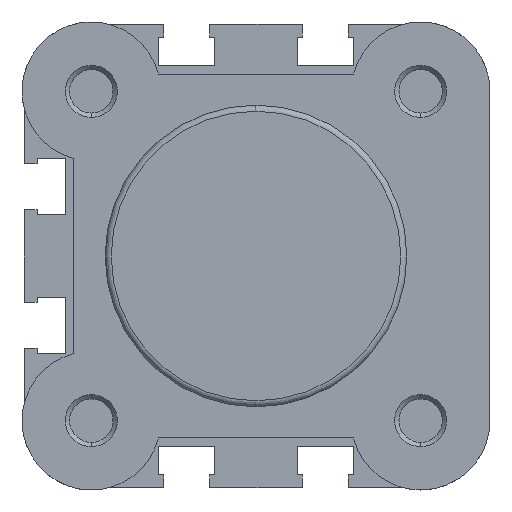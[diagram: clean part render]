
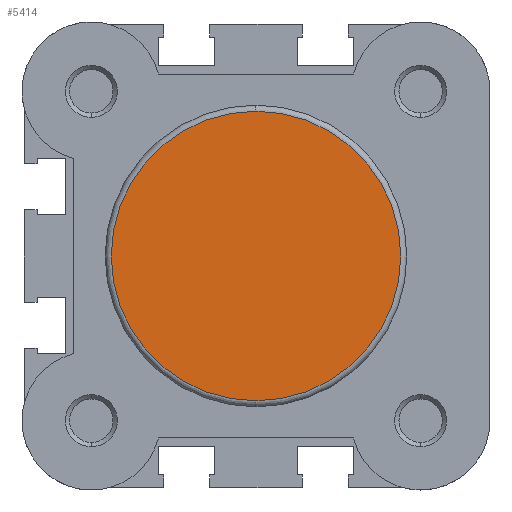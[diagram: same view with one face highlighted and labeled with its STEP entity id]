
A CAD part, left-side view. The second image highlights one B-rep face of the part: STEP entity #5414.
In plain terms, the highlighted planar face has unit normal (-1, 0, 0).
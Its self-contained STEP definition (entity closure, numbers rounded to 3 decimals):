
#72 = ORIENTED_EDGE ( 'NONE', *, *, #1978, .T. ) ;
#83 = ORIENTED_EDGE ( 'NONE', *, *, #5089, .T. ) ;
#504 = VERTEX_POINT ( 'NONE', #846 ) ;
#543 = VERTEX_POINT ( 'NONE', #885 ) ;
#846 = CARTESIAN_POINT ( 'NONE',  ( 0., 0., -16.7 ) ) ;
#885 = CARTESIAN_POINT ( 'NONE',  ( 0., 0., 16.7 ) ) ;
#1523 = EDGE_LOOP ( 'NONE', ( #72, #83 ) ) ;
#1978 = EDGE_CURVE ( 'NONE', #543, #504, #2851, .T. ) ;
#2188 = AXIS2_PLACEMENT_3D ( 'NONE', #4035, #4054, #4055 ) ;
#2204 = AXIS2_PLACEMENT_3D ( 'NONE', #4135, #4148, #4149 ) ;
#2310 = AXIS2_PLACEMENT_3D ( 'NONE', #4503, #4506, #4507 ) ;
#2851 = CIRCLE ( 'NONE', #2188, 16.7 ) ;
#2915 = CIRCLE ( 'NONE', #2204, 16.7 ) ;
#3125 = FACE_OUTER_BOUND ( 'NONE', #1523, .T. ) ;
#4035 = CARTESIAN_POINT ( 'NONE',  ( 0., 0., 0. ) ) ;
#4054 = DIRECTION ( 'NONE',  ( -1., 0., 0. ) ) ;
#4055 = DIRECTION ( 'NONE',  ( 0., 0., 1. ) ) ;
#4135 = CARTESIAN_POINT ( 'NONE',  ( 0., 0., 0. ) ) ;
#4148 = DIRECTION ( 'NONE',  ( -1., 0., 0. ) ) ;
#4149 = DIRECTION ( 'NONE',  ( 0., 0., 1. ) ) ;
#4503 = CARTESIAN_POINT ( 'NONE',  ( 0., -17.4, 0. ) ) ;
#4504 = PLANE ( 'NONE',  #2310 ) ;
#4506 = DIRECTION ( 'NONE',  ( -1., 0., 0. ) ) ;
#4507 = DIRECTION ( 'NONE',  ( 0., 0., 1. ) ) ;
#5089 = EDGE_CURVE ( 'NONE', #504, #543, #2915, .T. ) ;
#5414 = ADVANCED_FACE ( 'NONE', ( #3125 ), #4504, .T. ) ;
